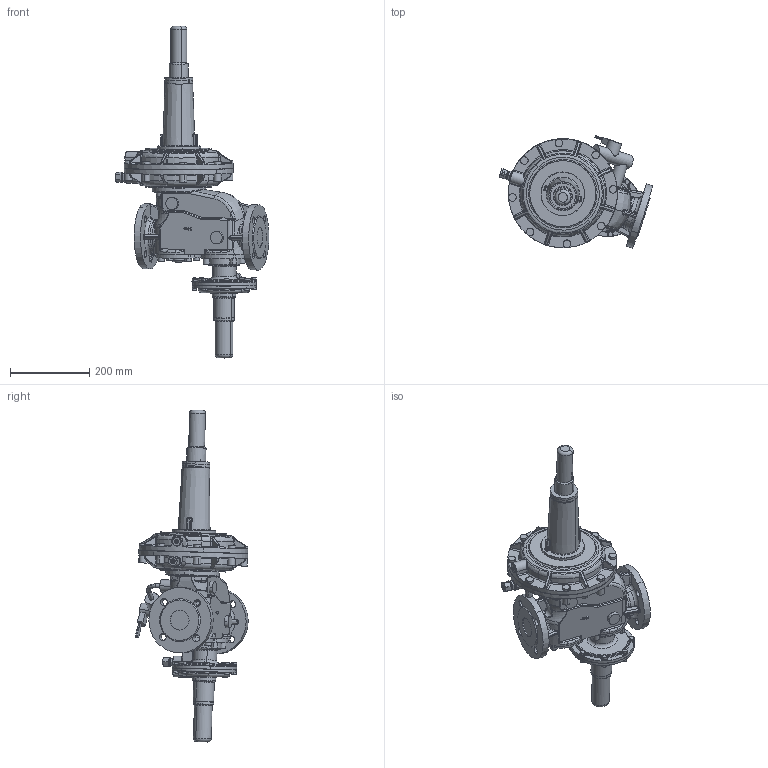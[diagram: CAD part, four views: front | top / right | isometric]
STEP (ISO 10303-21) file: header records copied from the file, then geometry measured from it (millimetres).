
FILE_DESCRIPTION(('CATIA V5 STEP'),'2;1');
FILE_NAME('RS 251 DN 050-275-HDS.stp','2014-03-28T14:06:48+00:00',('none'),('none'),'CATIA Version 5 Release 19 SP 9 (IN-10)','CATIA V5 STEP AP203 Edition 2','none');
FILE_SCHEMA(('AP203_CONFIGURATION_CONTROLLED_3D_DESIGN_OF_MECHANICAL_PARTS_AND_ASSEMBLIES_MIM_LF { 1 0 10303 403 2 1 2}'));
Products named in the file (5): Product1; RS 251 DN 050-275; Produkt1; 8630H1; 8630H
Assembly tree (4 placements, depth 3):
  Product1
    RS 251 DN 050-275
    Produkt1
      8630H1
      8630H
Bounding box: 387.75 x 283.57 x 837.55 mm (x, y, z)
Volume: 11258527.5 mm3; surface area: 663116.7 mm2
Topology: 3 solids, 11 shells, 2106 faces, 5152 edges, 2961 vertices
Faces by surface type: cylinder 710, torus 491, bspline 360, plane 340, sphere 120, cone 85
Entity records: 87305 total; most frequent: CARTESIAN_POINT 45185, ORIENTED_EDGE 9954, DIRECTION 6140, EDGE_CURVE 4977, AXIS2_PLACEMENT_3D 3607, VERTEX_POINT 2961, CIRCLE 2215, EDGE_LOOP 2198
